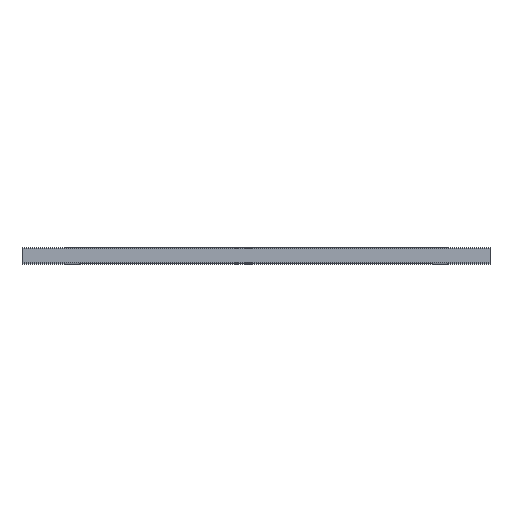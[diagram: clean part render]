
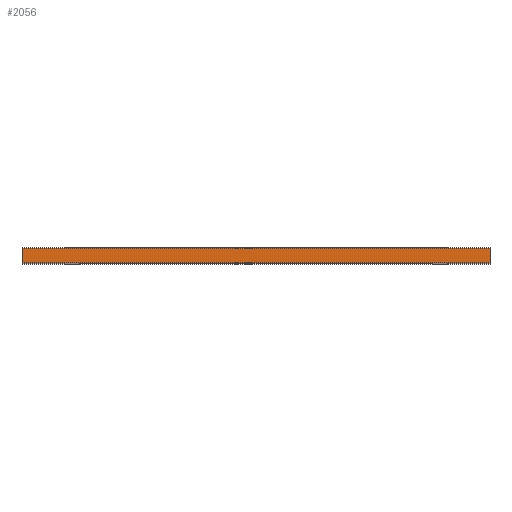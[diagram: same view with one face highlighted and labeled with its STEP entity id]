
A CAD part, top view. The second image highlights one B-rep face of the part: STEP entity #2056.
In plain terms, the highlighted planar face has unit normal (0, 0, 1).
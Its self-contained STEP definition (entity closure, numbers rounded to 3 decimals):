
#87 = LINE ( 'NONE', #710, #2549 ) ;
#193 = DIRECTION ( 'NONE',  ( 0., -1., 0. ) ) ;
#228 = ORIENTED_EDGE ( 'NONE', *, *, #935, .T. ) ;
#264 = CARTESIAN_POINT ( 'NONE',  ( 935., 30., 30. ) ) ;
#332 = EDGE_CURVE ( 'NONE', #649, #1191, #87, .T. ) ;
#400 = VECTOR ( 'NONE', #552, 1000. ) ;
#417 = CARTESIAN_POINT ( 'NONE',  ( -935., -30., 30. ) ) ;
#452 = EDGE_CURVE ( 'NONE', #1928, #649, #1247, .T. ) ;
#539 = DIRECTION ( 'NONE',  ( 0., 1., 0. ) ) ;
#552 = DIRECTION ( 'NONE',  ( 0., -1., 0. ) ) ;
#649 = VERTEX_POINT ( 'NONE', #1225 ) ;
#710 = CARTESIAN_POINT ( 'NONE',  ( 935., -30., 30. ) ) ;
#843 = VECTOR ( 'NONE', #1151, 1000. ) ;
#935 = EDGE_CURVE ( 'NONE', #1448, #1191, #2601, .T. ) ;
#957 = EDGE_LOOP ( 'NONE', ( #228, #1913, #2151, #1739 ) ) ;
#962 = EDGE_CURVE ( 'NONE', #1928, #1448, #1729, .T. ) ;
#1151 = DIRECTION ( 'NONE',  ( -1., 0., 0. ) ) ;
#1162 = CARTESIAN_POINT ( 'NONE',  ( 935., 30., 30. ) ) ;
#1191 = VERTEX_POINT ( 'NONE', #417 ) ;
#1200 = CARTESIAN_POINT ( 'NONE',  ( 935., 30., 30. ) ) ;
#1225 = CARTESIAN_POINT ( 'NONE',  ( 935., -30., 30. ) ) ;
#1247 = LINE ( 'NONE', #1595, #2294 ) ;
#1448 = VERTEX_POINT ( 'NONE', #1996 ) ;
#1528 = CARTESIAN_POINT ( 'NONE',  ( -935., 30., 30. ) ) ;
#1595 = CARTESIAN_POINT ( 'NONE',  ( 935., 30., 30. ) ) ;
#1604 = AXIS2_PLACEMENT_3D ( 'NONE', #1200, #2576, #539 ) ;
#1729 = LINE ( 'NONE', #1162, #843 ) ;
#1739 = ORIENTED_EDGE ( 'NONE', *, *, #962, .T. ) ;
#1747 = FACE_OUTER_BOUND ( 'NONE', #957, .T. ) ;
#1913 = ORIENTED_EDGE ( 'NONE', *, *, #332, .F. ) ;
#1928 = VERTEX_POINT ( 'NONE', #264 ) ;
#1996 = CARTESIAN_POINT ( 'NONE',  ( -935., 30., 30. ) ) ;
#2056 = ADVANCED_FACE ( 'NONE', ( #1747 ), #2372, .F. ) ;
#2151 = ORIENTED_EDGE ( 'NONE', *, *, #452, .F. ) ;
#2294 = VECTOR ( 'NONE', #193, 1000. ) ;
#2318 = DIRECTION ( 'NONE',  ( -1., 0., 0. ) ) ;
#2372 = PLANE ( 'NONE',  #1604 ) ;
#2549 = VECTOR ( 'NONE', #2318, 1000. ) ;
#2576 = DIRECTION ( 'NONE',  ( 0., 0., -1. ) ) ;
#2601 = LINE ( 'NONE', #1528, #400 ) ;
